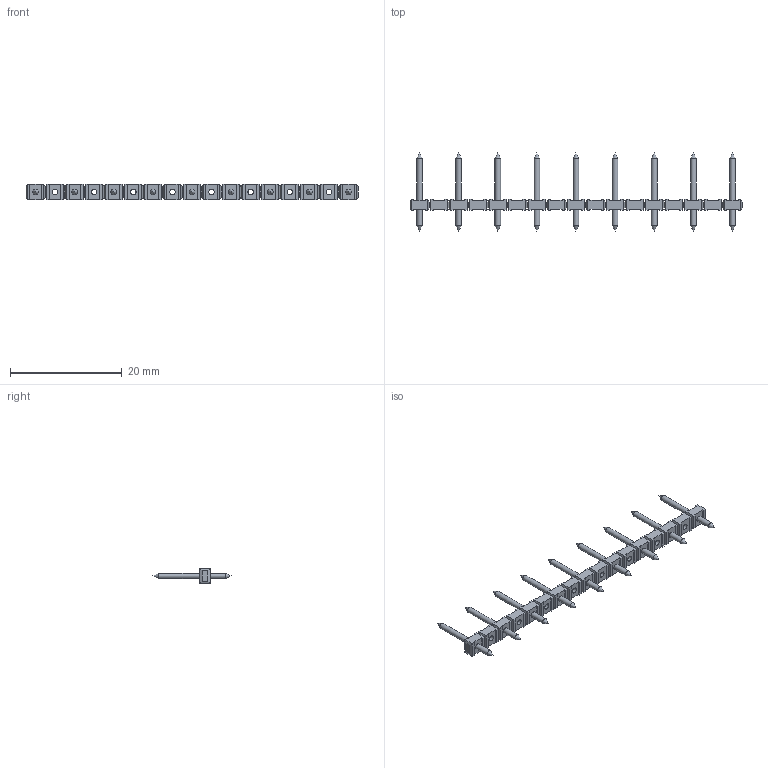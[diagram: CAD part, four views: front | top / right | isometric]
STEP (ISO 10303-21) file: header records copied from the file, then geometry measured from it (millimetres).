
FILE_DESCRIPTION(('STEP AP214'),'1');
FILE_NAME('PVS09-7.stp','2018-11-20T17:00:35',(' '),(' '),'Spatial InterOp 3D',' ',' ');
FILE_SCHEMA(('AUTOMOTIVE_DESIGN { 1 0 10303 214 1 1 1 1 }'));
Length unit declared in the file: metre
Products named in the file (1): 1
Bounding box: 59.4 x 14 x 2.8 mm (x, y, z)
Volume: 342.6 mm3; surface area: 991.4 mm2
Topology: 1 solids, 1 shells, 450 faces, 1088 edges, 640 vertices
Faces by surface type: plane 406, cylinder 26, cone 18
Full cylindrical faces by diameter (mm): 1 x26
Entity records: 15661 total; most frequent: CARTESIAN_POINT 2065, ORIENTED_EDGE 2000, DIRECTION 1954, EDGE_CURVE 1000, LINE 948, VECTOR 948, VERTEX_POINT 614, EDGE_LOOP 510
